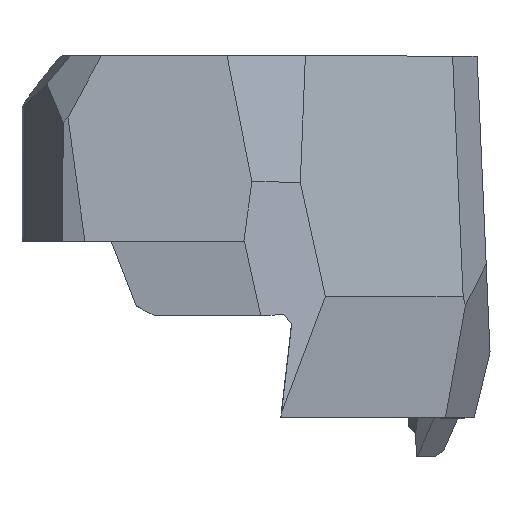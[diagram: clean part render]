
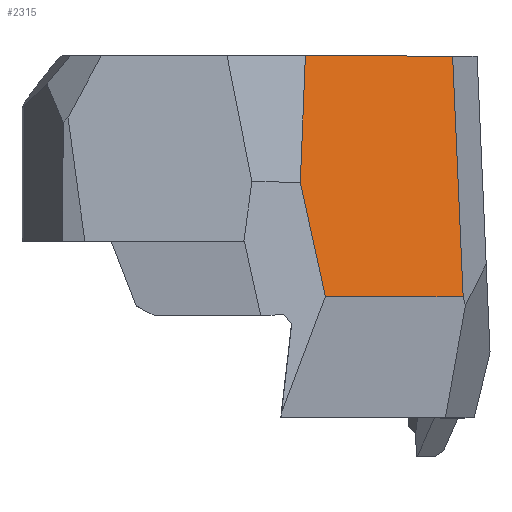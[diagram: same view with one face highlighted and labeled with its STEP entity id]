
A CAD part, top view. The second image highlights one B-rep face of the part: STEP entity #2315.
In plain terms, the highlighted planar face has unit normal (0.626, 0.07, 0.776).
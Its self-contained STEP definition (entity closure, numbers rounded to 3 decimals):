
#127=FACE_OUTER_BOUND('',#249,.T.);
#249=EDGE_LOOP('',(#1758,#1759,#1760,#1761,#1762));
#387=LINE('',#3315,#685);
#495=LINE('',#3562,#793);
#497=LINE('',#3567,#795);
#498=LINE('',#3568,#796);
#499=LINE('',#3569,#797);
#685=VECTOR('',#2667,10.);
#793=VECTOR('',#2865,1000.);
#795=VECTOR('',#2869,10.);
#796=VECTOR('',#2870,1000.);
#797=VECTOR('',#2871,1000.);
#983=VERTEX_POINT('',#3312);
#984=VERTEX_POINT('',#3314);
#1068=VERTEX_POINT('',#3560);
#1069=VERTEX_POINT('',#3565);
#1070=VERTEX_POINT('',#3566);
#1219=EDGE_CURVE('',#984,#983,#387,.T.);
#1339=EDGE_CURVE('',#1068,#983,#495,.T.);
#1341=EDGE_CURVE('',#1069,#1070,#497,.F.);
#1342=EDGE_CURVE('',#984,#1070,#498,.T.);
#1343=EDGE_CURVE('',#1069,#1068,#499,.T.);
#1758=ORIENTED_EDGE('',*,*,#1341,.T.);
#1759=ORIENTED_EDGE('',*,*,#1342,.F.);
#1760=ORIENTED_EDGE('',*,*,#1219,.T.);
#1761=ORIENTED_EDGE('',*,*,#1339,.F.);
#1762=ORIENTED_EDGE('',*,*,#1343,.F.);
#2208=PLANE('',#2472);
#2315=ADVANCED_FACE('',(#127),#2208,.T.);
#2472=AXIS2_PLACEMENT_3D('',#3564,#2867,#2868);
#2667=DIRECTION('',(-0.778,0.,0.628));
#2865=DIRECTION('',(0.04,0.992,-0.121));
#2867=DIRECTION('center_axis',(0.626,0.07,0.776));
#2868=DIRECTION('ref_axis',(0.778,0.,-0.628));
#2869=DIRECTION('',(-0.778,0.,0.628));
#2870=DIRECTION('',(0.044,-0.998,0.054));
#2871=DIRECTION('',(-0.214,0.973,0.085));
#3312=CARTESIAN_POINT('',(14.752,42.,128.173));
#3314=CARTESIAN_POINT('',(30.315,42.,115.616));
#3315=CARTESIAN_POINT('',(30.264,42.,115.656));
#3560=CARTESIAN_POINT('',(14.214,28.649,129.808));
#3562=CARTESIAN_POINT('',(14.148,27.021,130.007));
#3564=CARTESIAN_POINT('Origin',(30.586,26.926,116.751));
#3565=CARTESIAN_POINT('',(16.868,16.572,128.751));
#3566=CARTESIAN_POINT('',(31.425,16.572,117.005));
#3567=CARTESIAN_POINT('',(30.988,16.572,117.357));
#3568=CARTESIAN_POINT('',(30.82,30.435,116.247));
#3569=CARTESIAN_POINT('',(15.987,20.579,129.101));
